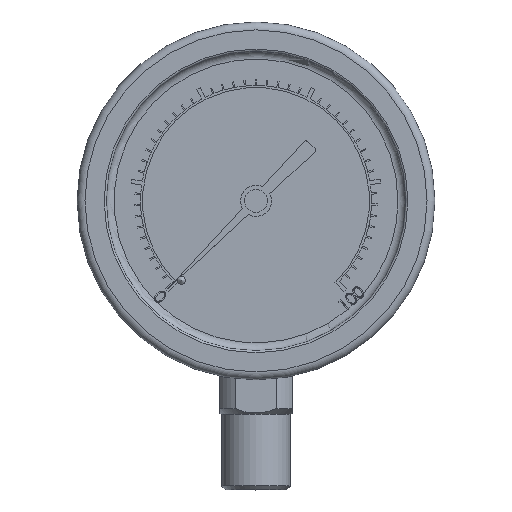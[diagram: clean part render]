
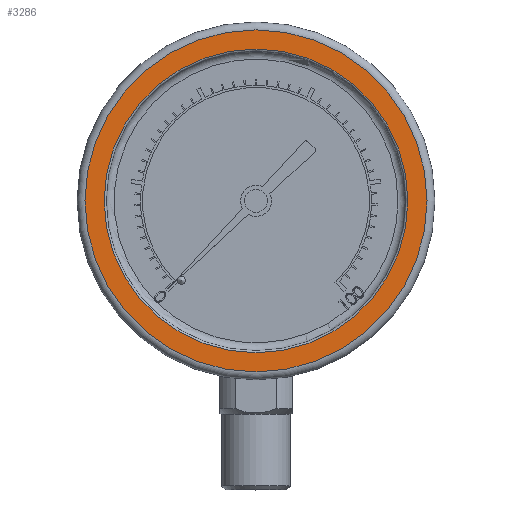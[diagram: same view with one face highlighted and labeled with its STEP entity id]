
A CAD part, top view. The second image highlights one B-rep face of the part: STEP entity #3286.
In plain terms, the highlighted planar face has unit normal (0, 0, 1).
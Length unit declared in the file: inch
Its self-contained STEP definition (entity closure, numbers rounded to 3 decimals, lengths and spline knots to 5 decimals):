
#659 = CARTESIAN_POINT ( 'NONE',  ( 0., 0., 0. ) ) ;
#1665 = DIRECTION ( 'NONE',  ( 0., 0., 1. ) ) ;
#2576 = CIRCLE ( 'NONE', #12932, 1.151 ) ;
#2605 = AXIS2_PLACEMENT_3D ( 'NONE', #5698, #10639, #9675 ) ;
#3286 = ADVANCED_FACE ( 'NONE', ( #6437, #6762 ), #4317, .T. ) ;
#4084 = ORIENTED_EDGE ( 'NONE', *, *, #9139, .T. ) ;
#4292 = DIRECTION ( 'NONE',  ( 0., 0., -1. ) ) ;
#4317 = PLANE ( 'NONE',  #14147 ) ;
#4700 = ORIENTED_EDGE ( 'NONE', *, *, #11072, .T. ) ;
#5698 = CARTESIAN_POINT ( 'NONE',  ( 0., 0., 0. ) ) ;
#6437 = FACE_BOUND ( 'NONE', #13449, .T. ) ;
#6762 = FACE_OUTER_BOUND ( 'NONE', #9063, .T. ) ;
#7309 = VERTEX_POINT ( 'NONE', #13381 ) ;
#8365 = CARTESIAN_POINT ( 'NONE',  ( 1.2965, 0., 0. ) ) ;
#9063 = EDGE_LOOP ( 'NONE', ( #4700 ) ) ;
#9139 = EDGE_CURVE ( 'NONE', #7309, #7309, #2576, .T. ) ;
#9243 = DIRECTION ( 'NONE',  ( 1., 0., 0. ) ) ;
#9675 = DIRECTION ( 'NONE',  ( 1., 0., 0. ) ) ;
#10639 = DIRECTION ( 'NONE',  ( 0., 0., 1. ) ) ;
#11072 = EDGE_CURVE ( 'NONE', #12177, #12177, #15747, .T. ) ;
#11545 = DIRECTION ( 'NONE',  ( 1., 0., 0. ) ) ;
#12177 = VERTEX_POINT ( 'NONE', #8365 ) ;
#12932 = AXIS2_PLACEMENT_3D ( 'NONE', #659, #4292, #9243 ) ;
#13381 = CARTESIAN_POINT ( 'NONE',  ( 1.151, 0., 0. ) ) ;
#13449 = EDGE_LOOP ( 'NONE', ( #4084 ) ) ;
#14124 = CARTESIAN_POINT ( 'NONE',  ( 0., 0., 0. ) ) ;
#14147 = AXIS2_PLACEMENT_3D ( 'NONE', #14124, #1665, #11545 ) ;
#15747 = CIRCLE ( 'NONE', #2605, 1.2965 ) ;
